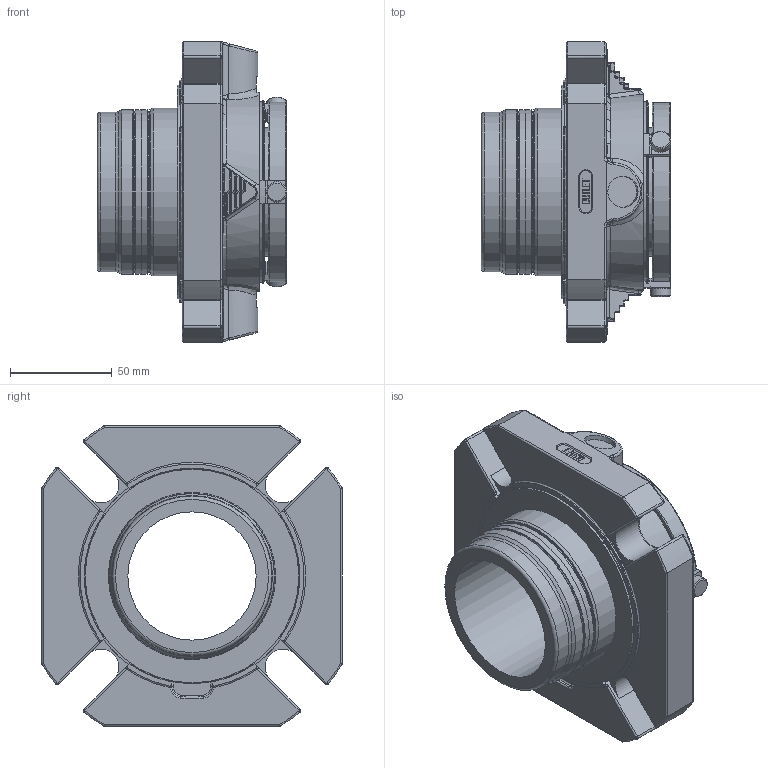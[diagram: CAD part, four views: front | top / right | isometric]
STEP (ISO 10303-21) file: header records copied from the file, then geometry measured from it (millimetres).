
FILE_DESCRIPTION(/* description */ ('Unknown'),/* implementation_level */ '2;1');
FILE_NAME(/* name */ '63mm - STEP REMAKE',/* time_stamp */ '2023-01-30T10:46:39+00:00',/* author */ ('Unknown'),/* organization */ ('Unknown'),/* preprocessor_version */ 'ST-DEVELOPER v16.7',/* originating_system */ 'Solid Edge',/* authorisation */ 'Unknown');
FILE_SCHEMA (('AUTOMOTIVE_DESIGN {1 0 10303 214 3 1 1}'));
Length unit declared in the file: millimetre
Products named in the file (1): 63mm
Bounding box: 93.15 x 147.32 x 147.32 mm (x, y, z)
Volume: 517906.5 mm3; surface area: 109106.8 mm2
Topology: 1 solids, 2 shells, 1246 faces, 3276 edges, 2072 vertices
Faces by surface type: plane 467, cylinder 353, bspline 245, torus 106, sphere 39, cone 36
Full cylindrical faces by diameter (mm): 4.316 x2, 4.837 x2, 9.99 x3, 10 x1, 15.342 x2, 63 x1, 63.056 x1, 65.213 x1, 78.255 x1, 78.915 x2, 80.945 x2, 80.996 x1, 82.188 x1, 88.392 x2, 89.916 x1, 94.849 x1, 101.448 x1, 101.803 x3, 104.746 x1, 104.895 x1, 105.152 x1, 105.512 x1, 106.02 x1
Entity records: 43533 total; most frequent: CARTESIAN_POINT 15876, ORIENTED_EDGE 6316, DIRECTION 4729, EDGE_CURVE 3158, VERTEX_POINT 2036, AXIS2_PLACEMENT_3D 1754, EDGE_LOOP 1412, FACE_BOUND 1412
